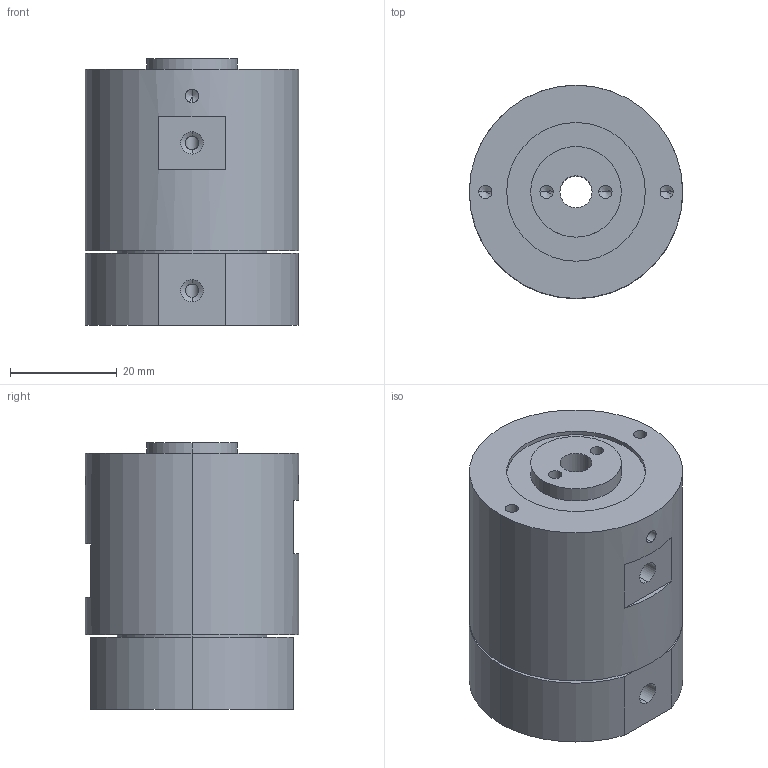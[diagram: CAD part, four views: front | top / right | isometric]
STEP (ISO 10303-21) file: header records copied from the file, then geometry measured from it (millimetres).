
FILE_DESCRIPTION (( 'STEP AP203' ), '1' );
FILE_NAME ('MQR2.STEP', '2020-07-25T02:24:25', ( 'gongcheng1' ), ( '' ), 'SwSTEP 2.0', 'SolidWorks 2014', '' );
FILE_SCHEMA (( 'CONFIG_CONTROL_DESIGN' ));
Length unit declared in the file: millimetre
Products named in the file (1): MQR2
Bounding box: 40 x 40 x 50 mm (x, y, z)
Volume: 57402.8 mm3; surface area: 12250.6 mm2
Topology: 1 solids, 1 shells, 95 faces, 221 edges, 126 vertices
Faces by surface type: cylinder 53, cone 24, plane 18
Entity records: 2730 total; most frequent: CARTESIAN_POINT 551, DIRECTION 467, ORIENTED_EDGE 410, EDGE_CURVE 205, AXIS2_PLACEMENT_3D 186, VERTEX_POINT 126, EDGE_LOOP 115, VECTOR 95
